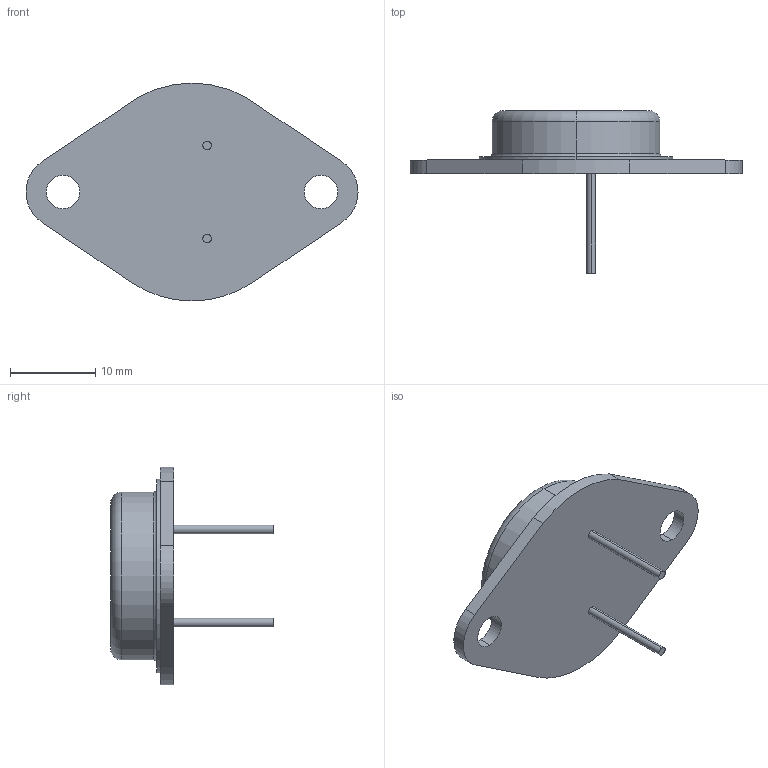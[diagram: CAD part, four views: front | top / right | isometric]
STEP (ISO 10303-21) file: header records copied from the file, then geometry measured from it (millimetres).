
FILE_DESCRIPTION (( 'STEP AP203' ), '1' );
FILE_NAME ('D100756G-STEP Rev C.STEP', '2021-11-11T13:59:06', ( '' ), ( '' ), 'SwSTEP 2.0', 'SolidWorks 2018', '' );
FILE_SCHEMA (( 'CONFIG_CONTROL_DESIGN' ));
Length unit declared in the file: inch
Products named in the file (1): D100756G-STEP Rev C
Bounding box: 38.91 x 19.05 x 25.53 mm (x, y, z)
Volume: 2802.7 mm3; surface area: 1856.7 mm2
Topology: 1 solids, 1 shells, 328 faces, 842 edges, 560 vertices
Faces by surface type: plane 209, bspline 89, cylinder 26, torus 4
Entity records: 15579 total; most frequent: CARTESIAN_POINT 8052, ORIENTED_EDGE 1684, DIRECTION 1204, EDGE_CURVE 842, VECTOR 604, LINE 604, VERTEX_POINT 560, EDGE_LOOP 376
